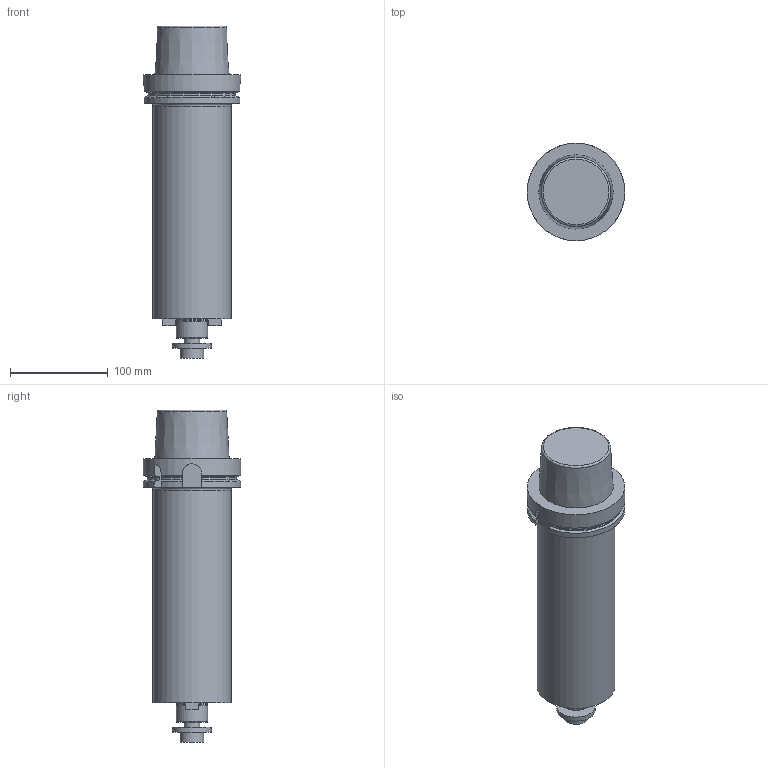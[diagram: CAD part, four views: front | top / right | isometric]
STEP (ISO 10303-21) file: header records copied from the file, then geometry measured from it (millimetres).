
FILE_DESCRIPTION(/* description */ (''),/* implementation_level */ '2;1');
FILE_NAME(/* name */ '1529478003572.stp',/* time_stamp */ '2018-06-20T09:00:10+02:00',/* author */ (''),/* organization */ ('SMS'),/* preprocessor_version */ 'ST-DEVELOPER v15',/* originating_system */ 'SIEMENS PLM Software NX 8.5',/* authorisation */ '');
FILE_SCHEMA (('AUTOMOTIVE_DESIGN { 1 0 10303 214 3 1 1 1 }'));
Length unit declared in the file: millimetre
Products named in the file (1): HA10-Q32D-080-250
Bounding box: 100 x 100 x 340 mm (x, y, z)
Volume: 1571476.7 mm3; surface area: 98974.7 mm2
Topology: 1 solids, 1 shells, 79 faces, 206 edges, 138 vertices
Faces by surface type: plane 41, cylinder 17, cone 11, torus 10
Full cylindrical faces by diameter (mm): 16 x1, 24 x1, 31.4 x1, 32 x1, 40 x1, 80 x1, 100 x1
Entity records: 2643 total; most frequent: CARTESIAN_POINT 728, ORIENTED_EDGE 380, DIRECTION 373, EDGE_CURVE 190, AXIS2_PLACEMENT_3D 138, VERTEX_POINT 133, EDGE_LOOP 99, LINE 97
